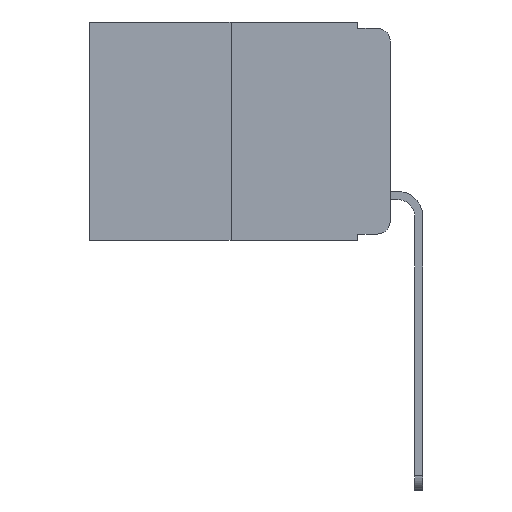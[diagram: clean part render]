
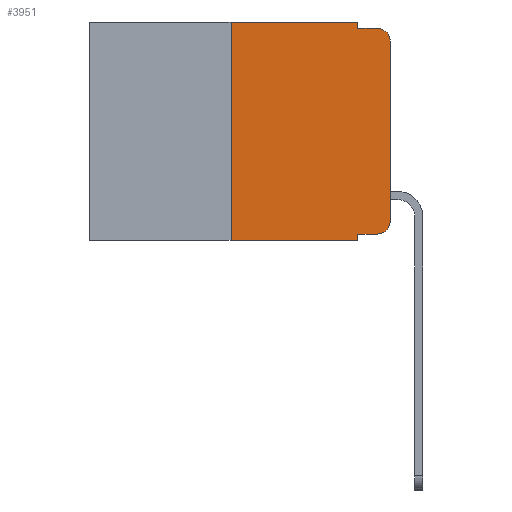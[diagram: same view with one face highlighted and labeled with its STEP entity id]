
A CAD part, left-side view. The second image highlights one B-rep face of the part: STEP entity #3951.
In plain terms, the highlighted planar face has unit normal (-1, 0, 0).
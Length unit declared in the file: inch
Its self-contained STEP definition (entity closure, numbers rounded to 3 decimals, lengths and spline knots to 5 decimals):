
#164 = CIRCLE ( 'NONE', #5313, 0.02 ) ;
#201 = LINE ( 'NONE', #10227, #3702 ) ;
#230 = LINE ( 'NONE', #2945, #2198 ) ;
#289 = DIRECTION ( 'NONE',  ( 0., -1., 0. ) ) ;
#440 = CARTESIAN_POINT ( 'NONE',  ( 0., 0.051, -0.343 ) ) ;
#622 = EDGE_CURVE ( 'NONE', #9115, #5643, #230, .T. ) ;
#687 = LINE ( 'NONE', #11260, #1906 ) ;
#927 = LINE ( 'NONE', #11647, #9018 ) ;
#1314 = CARTESIAN_POINT ( 'NONE',  ( 0., 0.02, -0.01 ) ) ;
#1342 = DIRECTION ( 'NONE',  ( 0., 0., -1. ) ) ;
#1464 = DIRECTION ( 'NONE',  ( 0., -1., 0. ) ) ;
#1467 = DIRECTION ( 'NONE',  ( 0., 0., -1. ) ) ;
#1543 = ORIENTED_EDGE ( 'NONE', *, *, #9276, .T. ) ;
#1554 = CARTESIAN_POINT ( 'NONE',  ( 0., 0.25, -0.343 ) ) ;
#1684 = ORIENTED_EDGE ( 'NONE', *, *, #6757, .T. ) ;
#1705 = ORIENTED_EDGE ( 'NONE', *, *, #12485, .T. ) ;
#1906 = VECTOR ( 'NONE', #11386, 39.37008 ) ;
#2096 = PLANE ( 'NONE',  #3854 ) ;
#2130 = ORIENTED_EDGE ( 'NONE', *, *, #7395, .T. ) ;
#2198 = VECTOR ( 'NONE', #4749, 39.37008 ) ;
#2646 = DIRECTION ( 'NONE',  ( 0., -1., 0. ) ) ;
#2719 = VERTEX_POINT ( 'NONE', #1554 ) ;
#2937 = DIRECTION ( 'NONE',  ( -1., 0., 0. ) ) ;
#2945 = CARTESIAN_POINT ( 'NONE',  ( 0., 0.051, 0. ) ) ;
#3076 = VECTOR ( 'NONE', #2646, 39.37008 ) ;
#3161 = CARTESIAN_POINT ( 'NONE',  ( 0., 0.02, -0.333 ) ) ;
#3352 = CARTESIAN_POINT ( 'NONE',  ( 0., 0.051, -0.333 ) ) ;
#3384 = LINE ( 'NONE', #5682, #3076 ) ;
#3702 = VECTOR ( 'NONE', #12354, 39.37008 ) ;
#3854 = AXIS2_PLACEMENT_3D ( 'NONE', #10891, #10044, #1342 ) ;
#3921 = DIRECTION ( 'NONE',  ( 0., 0., -1. ) ) ;
#3951 = ADVANCED_FACE ( 'NONE', ( #9185 ), #2096, .F. ) ;
#4312 = DIRECTION ( 'NONE',  ( -1., 0., 0. ) ) ;
#4573 = ORIENTED_EDGE ( 'NONE', *, *, #11862, .F. ) ;
#4749 = DIRECTION ( 'NONE',  ( 0., 0., -1. ) ) ;
#4874 = AXIS2_PLACEMENT_3D ( 'NONE', #6827, #2937, #3921 ) ;
#5313 = AXIS2_PLACEMENT_3D ( 'NONE', #9260, #4312, #1467 ) ;
#5643 = VERTEX_POINT ( 'NONE', #440 ) ;
#5682 = CARTESIAN_POINT ( 'NONE',  ( 0., 0.051, -0.01 ) ) ;
#6028 = LINE ( 'NONE', #8355, #11067 ) ;
#6121 = VERTEX_POINT ( 'NONE', #9388 ) ;
#6454 = CARTESIAN_POINT ( 'NONE',  ( 0., 0., -0.03 ) ) ;
#6757 = EDGE_CURVE ( 'NONE', #9115, #8413, #7887, .T. ) ;
#6827 = CARTESIAN_POINT ( 'NONE',  ( 0., 0.02, -0.03 ) ) ;
#6852 = ORIENTED_EDGE ( 'NONE', *, *, #9258, .F. ) ;
#7000 = VERTEX_POINT ( 'NONE', #12465 ) ;
#7205 = CARTESIAN_POINT ( 'NONE',  ( 0., 0.051, -0.333 ) ) ;
#7395 = EDGE_CURVE ( 'NONE', #10301, #12300, #9211, .T. ) ;
#7887 = LINE ( 'NONE', #7205, #9993 ) ;
#8078 = CARTESIAN_POINT ( 'NONE',  ( 0., 0.25, 0. ) ) ;
#8355 = CARTESIAN_POINT ( 'NONE',  ( 0., 0.25, 0. ) ) ;
#8413 = VERTEX_POINT ( 'NONE', #3161 ) ;
#9018 = VECTOR ( 'NONE', #10579, 39.37008 ) ;
#9115 = VERTEX_POINT ( 'NONE', #3352 ) ;
#9185 = FACE_OUTER_BOUND ( 'NONE', #11416, .T. ) ;
#9211 = CIRCLE ( 'NONE', #4874, 0.02 ) ;
#9258 = EDGE_CURVE ( 'NONE', #2719, #9716, #6028, .T. ) ;
#9260 = CARTESIAN_POINT ( 'NONE',  ( 0., 0.02, -0.313 ) ) ;
#9274 = VERTEX_POINT ( 'NONE', #11301 ) ;
#9276 = EDGE_CURVE ( 'NONE', #2719, #5643, #687, .T. ) ;
#9327 = DIRECTION ( 'NONE',  ( 0., 0., 1. ) ) ;
#9388 = CARTESIAN_POINT ( 'NONE',  ( 0., 0., -0.313 ) ) ;
#9716 = VERTEX_POINT ( 'NONE', #8078 ) ;
#9780 = EDGE_CURVE ( 'NONE', #7000, #9274, #201, .T. ) ;
#9993 = VECTOR ( 'NONE', #289, 39.37008 ) ;
#9998 = ORIENTED_EDGE ( 'NONE', *, *, #10631, .F. ) ;
#10002 = ORIENTED_EDGE ( 'NONE', *, *, #9780, .F. ) ;
#10044 = DIRECTION ( 'NONE',  ( 1., 0., 0. ) ) ;
#10227 = CARTESIAN_POINT ( 'NONE',  ( 0., 0.051, 0. ) ) ;
#10301 = VERTEX_POINT ( 'NONE', #6454 ) ;
#10409 = LINE ( 'NONE', #12109, #11030 ) ;
#10579 = DIRECTION ( 'NONE',  ( 0., 0., 1. ) ) ;
#10631 = EDGE_CURVE ( 'NONE', #9716, #7000, #10409, .T. ) ;
#10790 = ORIENTED_EDGE ( 'NONE', *, *, #622, .F. ) ;
#10891 = CARTESIAN_POINT ( 'NONE',  ( 0., 0.473, 0. ) ) ;
#11030 = VECTOR ( 'NONE', #1464, 39.37008 ) ;
#11067 = VECTOR ( 'NONE', #9327, 39.37008 ) ;
#11217 = ORIENTED_EDGE ( 'NONE', *, *, #11323, .T. ) ;
#11260 = CARTESIAN_POINT ( 'NONE',  ( 0., 0.473, -0.343 ) ) ;
#11301 = CARTESIAN_POINT ( 'NONE',  ( 0., 0.051, -0.01 ) ) ;
#11323 = EDGE_CURVE ( 'NONE', #6121, #10301, #927, .T. ) ;
#11386 = DIRECTION ( 'NONE',  ( 0., -1., 0. ) ) ;
#11416 = EDGE_LOOP ( 'NONE', ( #11217, #2130, #4573, #10002, #9998, #6852, #1543, #10790, #1684, #1705 ) ) ;
#11647 = CARTESIAN_POINT ( 'NONE',  ( 0., 0., 0. ) ) ;
#11862 = EDGE_CURVE ( 'NONE', #9274, #12300, #3384, .T. ) ;
#12109 = CARTESIAN_POINT ( 'NONE',  ( 0., 0.473, 0. ) ) ;
#12300 = VERTEX_POINT ( 'NONE', #1314 ) ;
#12354 = DIRECTION ( 'NONE',  ( 0., 0., -1. ) ) ;
#12465 = CARTESIAN_POINT ( 'NONE',  ( 0., 0.051, 0. ) ) ;
#12485 = EDGE_CURVE ( 'NONE', #8413, #6121, #164, .T. ) ;
